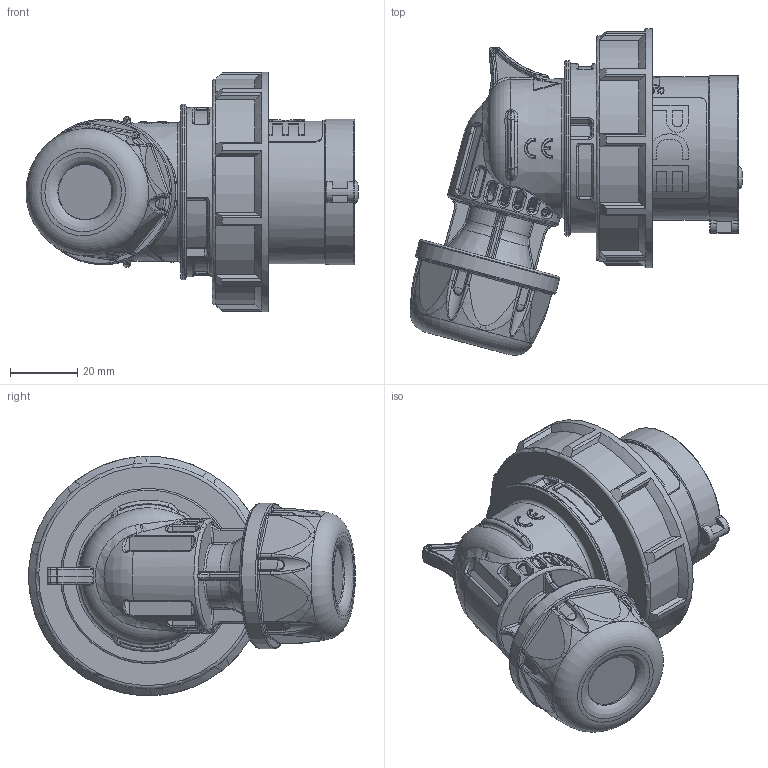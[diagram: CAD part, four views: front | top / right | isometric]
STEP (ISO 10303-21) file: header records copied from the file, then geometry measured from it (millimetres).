
FILE_DESCRIPTION (( 'STEP AP203' ), '1' );
FILE_NAME ('80132-6.STEP', '2023-02-14T10:20:49', ( '' ), ( '' ), 'SwSTEP 2.0', 'SolidWorks 2022', '' );
FILE_SCHEMA (( 'CONFIG_CONTROL_DESIGN' ));
Length unit declared in the file: millimetre
Products named in the file (1): 80132-6
Bounding box: 98.44 x 96.85 x 70.96 mm (x, y, z)
Volume: 130704.5 mm3; surface area: 40052.6 mm2
Topology: 1 solids, 3 shells, 1543 faces, 3797 edges, 2328 vertices
Faces by surface type: bspline 588, plane 457, cylinder 261, cone 106, torus 94, sphere 37
Full cylindrical faces by diameter (mm): 5 x2, 7 x1, 16.4 x1, 34 x1, 42.564 x2, 43.1 x1, 43.2 x2, 50.2 x1, 52 x1, 53.5 x1, 61 x1, 71 x1
Entity records: 75040 total; most frequent: CARTESIAN_POINT 43648, ORIENTED_EDGE 7402, DIRECTION 5142, EDGE_CURVE 3701, VERTEX_POINT 2296, AXIS2_PLACEMENT_3D 1952, EDGE_LOOP 1671, FACE_OUTER_BOUND 1579
